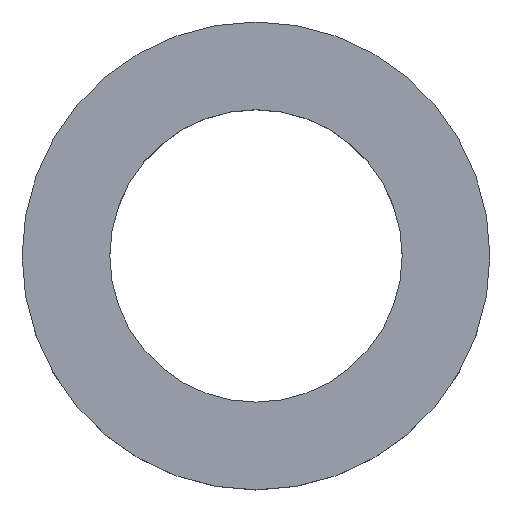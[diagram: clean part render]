
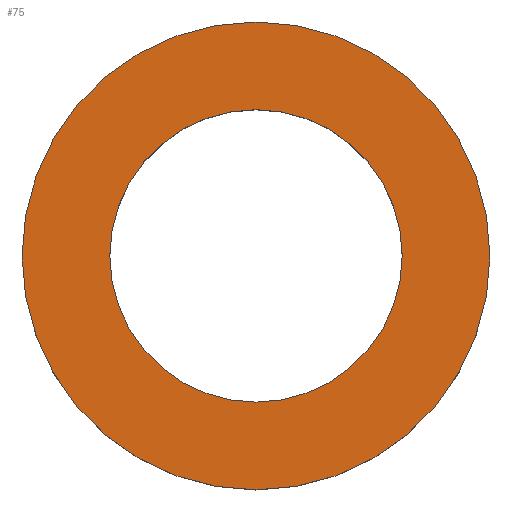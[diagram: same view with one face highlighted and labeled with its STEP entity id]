
A CAD part, top view. The second image highlights one B-rep face of the part: STEP entity #75.
In plain terms, the highlighted planar face has unit normal (0, 0, 1).
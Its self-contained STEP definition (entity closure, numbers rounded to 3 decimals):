
#8 = CARTESIAN_POINT ( 'NONE',  ( 2.5, 0., 0.625 ) ) ;
#12 = DIRECTION ( 'NONE',  ( 1., 0., 0. ) ) ;
#19 = AXIS2_PLACEMENT_3D ( 'NONE', #54, #247, #77 ) ;
#22 = VERTEX_POINT ( 'NONE', #107 ) ;
#23 = EDGE_CURVE ( 'NONE', #22, #192, #230, .T. ) ;
#32 = CIRCLE ( 'NONE', #19, 2.5 ) ;
#34 = DIRECTION ( 'NONE',  ( 1., 0., 0. ) ) ;
#44 = AXIS2_PLACEMENT_3D ( 'NONE', #187, #163, #12 ) ;
#45 = VERTEX_POINT ( 'NONE', #215 ) ;
#51 = CIRCLE ( 'NONE', #188, 4. ) ;
#52 = EDGE_LOOP ( 'NONE', ( #231, #120 ) ) ;
#54 = CARTESIAN_POINT ( 'NONE',  ( 0., 0., 0.625 ) ) ;
#55 = CARTESIAN_POINT ( 'NONE',  ( 4., 0., 0.625 ) ) ;
#62 = DIRECTION ( 'NONE',  ( 1., 0., 0. ) ) ;
#75 = ADVANCED_FACE ( 'NONE', ( #206, #150 ), #242, .T. ) ;
#77 = DIRECTION ( 'NONE',  ( 1., 0., 0. ) ) ;
#80 = EDGE_CURVE ( 'NONE', #45, #158, #209, .T. ) ;
#86 = ORIENTED_EDGE ( 'NONE', *, *, #80, .F. ) ;
#107 = CARTESIAN_POINT ( 'NONE',  ( -4., 0., 0.625 ) ) ;
#111 = DIRECTION ( 'NONE',  ( 0., 0., 1. ) ) ;
#112 = EDGE_CURVE ( 'NONE', #158, #45, #32, .T. ) ;
#120 = ORIENTED_EDGE ( 'NONE', *, *, #151, .T. ) ;
#127 = EDGE_LOOP ( 'NONE', ( #86, #197 ) ) ;
#131 = DIRECTION ( 'NONE',  ( 1., 0., 0. ) ) ;
#150 = FACE_OUTER_BOUND ( 'NONE', #52, .T. ) ;
#151 = EDGE_CURVE ( 'NONE', #192, #22, #51, .T. ) ;
#153 = AXIS2_PLACEMENT_3D ( 'NONE', #155, #177, #62 ) ;
#155 = CARTESIAN_POINT ( 'NONE',  ( 0., 0., 0.625 ) ) ;
#158 = VERTEX_POINT ( 'NONE', #8 ) ;
#163 = DIRECTION ( 'NONE',  ( 0., 0., 1. ) ) ;
#164 = CARTESIAN_POINT ( 'NONE',  ( 0., 0., 0.625 ) ) ;
#177 = DIRECTION ( 'NONE',  ( 0., 0., 1. ) ) ;
#187 = CARTESIAN_POINT ( 'NONE',  ( 0., 0., 0.625 ) ) ;
#188 = AXIS2_PLACEMENT_3D ( 'NONE', #164, #200, #131 ) ;
#192 = VERTEX_POINT ( 'NONE', #55 ) ;
#197 = ORIENTED_EDGE ( 'NONE', *, *, #112, .F. ) ;
#198 = AXIS2_PLACEMENT_3D ( 'NONE', #224, #111, #34 ) ;
#200 = DIRECTION ( 'NONE',  ( 0., 0., 1. ) ) ;
#206 = FACE_BOUND ( 'NONE', #127, .T. ) ;
#209 = CIRCLE ( 'NONE', #198, 2.5 ) ;
#215 = CARTESIAN_POINT ( 'NONE',  ( -2.5, 0., 0.625 ) ) ;
#224 = CARTESIAN_POINT ( 'NONE',  ( 0., 0., 0.625 ) ) ;
#230 = CIRCLE ( 'NONE', #153, 4. ) ;
#231 = ORIENTED_EDGE ( 'NONE', *, *, #23, .T. ) ;
#242 = PLANE ( 'NONE',  #44 ) ;
#247 = DIRECTION ( 'NONE',  ( 0., 0., 1. ) ) ;
